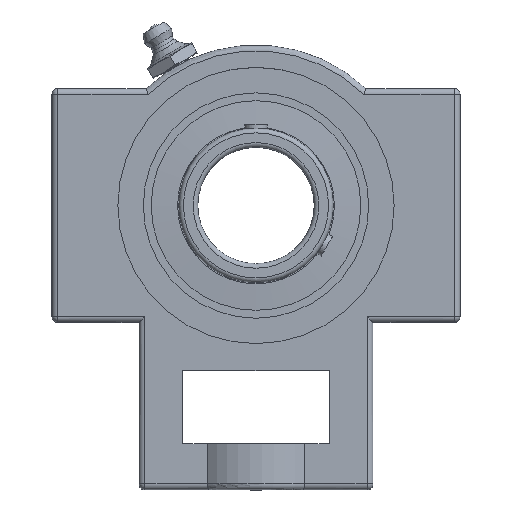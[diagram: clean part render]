
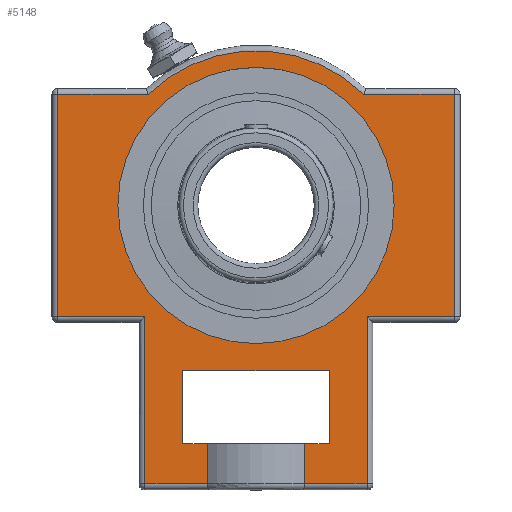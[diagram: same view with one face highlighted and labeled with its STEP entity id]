
A CAD part, top view. The second image highlights one B-rep face of the part: STEP entity #5148.
In plain terms, the highlighted face is planar.
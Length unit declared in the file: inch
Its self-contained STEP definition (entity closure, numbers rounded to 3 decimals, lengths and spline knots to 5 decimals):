
#1057=CARTESIAN_POINT('',(1.18602,-0.,-0.47244));
#1058=VERTEX_POINT('',#1057);
#1073=CARTESIAN_POINT('',(-1.18602,-0.,-0.47244));
#1074=VERTEX_POINT('',#1073);
#1075=CARTESIAN_POINT('',(0.,0.,-0.47244));
#1076=DIRECTION('',(0.,0.,1.));
#1077=DIRECTION('',(-1.,-0.,0.));
#1078=AXIS2_PLACEMENT_3D('',#1075,#1076,#1077);
#1079=CIRCLE('',#1078,1.18602);
#1080=EDGE_CURVE('',#1074,#1058,#1079,.T.);
#1082=CARTESIAN_POINT('',(0.,0.,-0.47244));
#1083=DIRECTION('',(0.,0.,1.));
#1084=DIRECTION('',(-1.,-0.,0.));
#1085=AXIS2_PLACEMENT_3D('',#1082,#1083,#1084);
#1086=CIRCLE('',#1085,1.18602);
#1087=EDGE_CURVE('',#1058,#1074,#1086,.T.);
#3865=CARTESIAN_POINT('',(-0.95394,-2.39094,-0.47244));
#3866=VERTEX_POINT('',#3865);
#3891=CARTESIAN_POINT('',(0.95394,-2.39094,-0.47244));
#3892=VERTEX_POINT('',#3891);
#3933=CARTESIAN_POINT('',(0.95394,-0.95394,-0.47244));
#3934=VERTEX_POINT('',#3933);
#3935=CARTESIAN_POINT('',(0.95394,-1.65809,-0.47244));
#3936=DIRECTION('',(0.,1.,0.));
#3937=VECTOR('',#3936,0.56575);
#3938=LINE('',#3935,#3937);
#3939=EDGE_CURVE('',#3892,#3934,#3938,.T.);
#3967=CARTESIAN_POINT('',(-1.70197,-0.95394,-0.47244));
#3968=VERTEX_POINT('',#3967);
#3993=CARTESIAN_POINT('',(1.70197,-0.95394,-0.47244));
#3994=VERTEX_POINT('',#3993);
#4037=CARTESIAN_POINT('',(-1.70197,0.95394,-0.47244));
#4038=VERTEX_POINT('',#4037);
#4063=CARTESIAN_POINT('',(1.70197,0.95394,-0.47244));
#4064=VERTEX_POINT('',#4063);
#4105=CARTESIAN_POINT('',(0.92383,0.95394,-0.47244));
#4106=VERTEX_POINT('',#4105);
#4107=CARTESIAN_POINT('',(0.85637,0.95394,-0.47244));
#4108=DIRECTION('',(-1.,-0.,0.));
#4109=VECTOR('',#4108,0.30635);
#4110=LINE('',#4107,#4109);
#4111=EDGE_CURVE('',#4064,#4106,#4110,.T.);
#4138=CARTESIAN_POINT('',(-0.92383,0.95394,-0.47244));
#4139=VERTEX_POINT('',#4138);
#4140=CARTESIAN_POINT('',(0.,0.,-0.47244));
#4141=DIRECTION('',(0.,0.,1.));
#4142=DIRECTION('',(-0.,1.,0.));
#4143=AXIS2_PLACEMENT_3D('',#4140,#4141,#4142);
#4144=CIRCLE('',#4143,1.32795);
#4145=EDGE_CURVE('',#4106,#4139,#4144,.T.);
#4182=CARTESIAN_POINT('',(-0.99465,0.95394,-0.47244));
#4183=DIRECTION('',(-1.,-0.,0.));
#4184=VECTOR('',#4183,0.30635);
#4185=LINE('',#4182,#4184);
#4186=EDGE_CURVE('',#4139,#4038,#4185,.T.);
#4244=CARTESIAN_POINT('',(1.70197,-0.57019,-0.47244));
#4245=DIRECTION('',(-0.,1.,0.));
#4246=VECTOR('',#4245,0.75113);
#4247=LINE('',#4244,#4246);
#4248=EDGE_CURVE('',#3994,#4064,#4247,.T.);
#4298=CARTESIAN_POINT('',(-1.70197,0.18095,-0.47244));
#4299=DIRECTION('',(0.,-1.,0.));
#4300=VECTOR('',#4299,0.75113);
#4301=LINE('',#4298,#4300);
#4302=EDGE_CURVE('',#4038,#3968,#4301,.T.);
#4344=CARTESIAN_POINT('',(0.57097,-0.95394,-0.47244));
#4345=DIRECTION('',(1.,0.,0.));
#4346=VECTOR('',#4345,0.2945);
#4347=LINE('',#4344,#4346);
#4348=EDGE_CURVE('',#3934,#3994,#4347,.T.);
#4407=CARTESIAN_POINT('',(-0.95394,-0.95394,-0.47244));
#4408=VERTEX_POINT('',#4407);
#4409=CARTESIAN_POINT('',(-1.31011,-0.95394,-0.47244));
#4410=DIRECTION('',(1.,0.,0.));
#4411=VECTOR('',#4410,0.2945);
#4412=LINE('',#4409,#4411);
#4413=EDGE_CURVE('',#3968,#4408,#4412,.T.);
#4430=CARTESIAN_POINT('',(-0.95394,-1.09234,-0.47244));
#4431=DIRECTION('',(0.,-1.,0.));
#4432=VECTOR('',#4431,0.56575);
#4433=LINE('',#4430,#4432);
#4434=EDGE_CURVE('',#4408,#3866,#4433,.T.);
#4474=CARTESIAN_POINT('',(0.41665,-2.39094,-0.47244));
#4475=VERTEX_POINT('',#4474);
#4476=CARTESIAN_POINT('',(-0.21045,-2.39094,-0.47244));
#4477=DIRECTION('',(1.,0.,0.));
#4478=VECTOR('',#4477,0.21153);
#4479=LINE('',#4476,#4478);
#4480=EDGE_CURVE('',#4475,#3892,#4479,.T.);
#4547=CARTESIAN_POINT('',(-0.41665,-2.39094,-0.47244));
#4548=VERTEX_POINT('',#4547);
#4549=CARTESIAN_POINT('',(-0.75006,-2.39094,-0.47244));
#4550=DIRECTION('',(1.,0.,0.));
#4551=VECTOR('',#4550,0.21153);
#4552=LINE('',#4549,#4551);
#4553=EDGE_CURVE('',#3866,#4548,#4552,.T.);
#5072=CARTESIAN_POINT('',(-0.73336,-0.64199,-0.47244));
#5073=DIRECTION('',(0.,0.,1.));
#5074=DIRECTION('',(1.,0.,0.));
#5075=AXIS2_PLACEMENT_3D('',#5072,#5073,#5074);
#5076=PLANE('',#5075);
#5077=ORIENTED_EDGE('',*,*,#1080,.T.);
#5078=ORIENTED_EDGE('',*,*,#1087,.T.);
#5079=EDGE_LOOP('',(#5077,#5078));
#5080=FACE_BOUND('',#5079,.T.);
#5081=ORIENTED_EDGE('',*,*,#4553,.F.);
#5082=ORIENTED_EDGE('',*,*,#4434,.F.);
#5083=ORIENTED_EDGE('',*,*,#4413,.F.);
#5084=ORIENTED_EDGE('',*,*,#4302,.F.);
#5085=ORIENTED_EDGE('',*,*,#4186,.F.);
#5086=ORIENTED_EDGE('',*,*,#4145,.F.);
#5087=ORIENTED_EDGE('',*,*,#4111,.F.);
#5088=ORIENTED_EDGE('',*,*,#4248,.F.);
#5089=ORIENTED_EDGE('',*,*,#4348,.F.);
#5090=ORIENTED_EDGE('',*,*,#3939,.F.);
#5091=ORIENTED_EDGE('',*,*,#4480,.F.);
#5092=CARTESIAN_POINT('',(0.41665,-2.04724,-0.47244));
#5093=VERTEX_POINT('',#5092);
#5094=CARTESIAN_POINT('',(0.41665,-2.30191,-0.47244));
#5095=DIRECTION('',(-0.,1.,0.));
#5096=VECTOR('',#5095,0.13532);
#5097=LINE('',#5094,#5096);
#5098=EDGE_CURVE('',#4475,#5093,#5097,.T.);
#5099=ORIENTED_EDGE('',*,*,#5098,.T.);
#5100=CARTESIAN_POINT('',(0.62992,-2.04724,-0.47244));
#5101=VERTEX_POINT('',#5100);
#5102=CARTESIAN_POINT('',(0.62992,-2.04724,-0.47244));
#5103=DIRECTION('',(-1.,-0.,0.));
#5104=VECTOR('',#5103,0.08396);
#5105=LINE('',#5102,#5104);
#5106=EDGE_CURVE('',#5101,#5093,#5105,.T.);
#5107=ORIENTED_EDGE('',*,*,#5106,.F.);
#5108=CARTESIAN_POINT('',(0.62992,-1.41732,-0.47244));
#5109=VERTEX_POINT('',#5108);
#5110=CARTESIAN_POINT('',(0.62992,-1.41732,-0.47244));
#5111=DIRECTION('',(0.,-1.,0.));
#5112=VECTOR('',#5111,0.248);
#5113=LINE('',#5110,#5112);
#5114=EDGE_CURVE('',#5109,#5101,#5113,.T.);
#5115=ORIENTED_EDGE('',*,*,#5114,.F.);
#5116=CARTESIAN_POINT('',(-0.62992,-1.41732,-0.47244));
#5117=VERTEX_POINT('',#5116);
#5118=CARTESIAN_POINT('',(-0.248,-1.41732,-0.47244));
#5119=DIRECTION('',(1.,0.,0.));
#5120=VECTOR('',#5119,0.496);
#5121=LINE('',#5118,#5120);
#5122=EDGE_CURVE('',#5117,#5109,#5121,.T.);
#5123=ORIENTED_EDGE('',*,*,#5122,.F.);
#5124=CARTESIAN_POINT('',(-0.62992,-2.04724,-0.47244));
#5125=VERTEX_POINT('',#5124);
#5126=CARTESIAN_POINT('',(-0.62992,-1.66532,-0.47244));
#5127=DIRECTION('',(-0.,1.,0.));
#5128=VECTOR('',#5127,0.248);
#5129=LINE('',#5126,#5128);
#5130=EDGE_CURVE('',#5125,#5117,#5129,.T.);
#5131=ORIENTED_EDGE('',*,*,#5130,.F.);
#5132=CARTESIAN_POINT('',(-0.41665,-2.04724,-0.47244));
#5133=VERTEX_POINT('',#5132);
#5134=CARTESIAN_POINT('',(0.21788,-2.04724,-0.47244));
#5135=DIRECTION('',(-1.,-0.,0.));
#5136=VECTOR('',#5135,0.08396);
#5137=LINE('',#5134,#5136);
#5138=EDGE_CURVE('',#5133,#5125,#5137,.T.);
#5139=ORIENTED_EDGE('',*,*,#5138,.F.);
#5140=CARTESIAN_POINT('',(-0.41665,-2.16659,-0.47244));
#5141=DIRECTION('',(0.,-1.,0.));
#5142=VECTOR('',#5141,0.13532);
#5143=LINE('',#5140,#5142);
#5144=EDGE_CURVE('',#5133,#4548,#5143,.T.);
#5145=ORIENTED_EDGE('',*,*,#5144,.T.);
#5146=EDGE_LOOP('',(#5081,#5082,#5083,#5084,#5085,#5086,#5087,#5088,#5089,#5090,#5091,#5099,#5107,#5115,#5123,#5131,#5139,#5145));
#5147=FACE_BOUND('',#5146,.T.);
#5148=ADVANCED_FACE('',(#5080,#5147),#5076,.F.);
